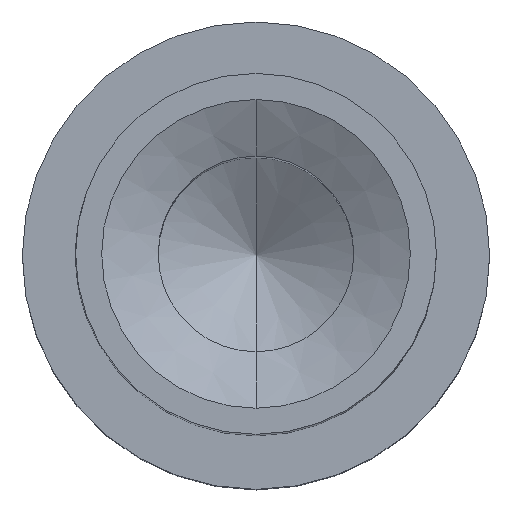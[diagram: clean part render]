
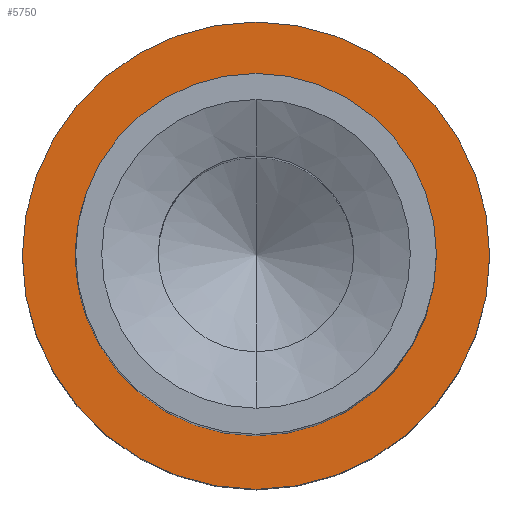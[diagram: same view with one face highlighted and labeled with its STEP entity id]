
A CAD part, top view. The second image highlights one B-rep face of the part: STEP entity #5750.
In plain terms, the highlighted face is planar.
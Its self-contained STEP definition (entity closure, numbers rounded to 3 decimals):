
#5200=CARTESIAN_POINT('',(-4.8,-0.725,
0.));
#5210=VERTEX_POINT('',#5200);
#5290=CARTESIAN_POINT('',(-4.8,0.725,
0.));
#5300=VERTEX_POINT('',#5290);
#5330=CARTESIAN_POINT('',(-4.8,0.,
0.));
#5340=DIRECTION('',(1.,0.,0.));
#5350=DIRECTION('',(0.,0.,-1.));
#5360=AXIS2_PLACEMENT_3D('',#5330,#5340,#5350);
#5370=CIRCLE('',#5360,0.725);
#5380=EDGE_CURVE('',#5210,#5300,#5370,.T.);
#5500=CARTESIAN_POINT('',(-4.8,0.,0.));
#5510=DIRECTION('',(1.,0.,0.));
#5520=DIRECTION('',(0.,-1.,0.));
#5530=AXIS2_PLACEMENT_3D('',#5500,#5510,#5520);
#5540=PLANE('',#5530);
#5550=CARTESIAN_POINT('',(-4.8,0.,
0.));
#5560=DIRECTION('',(1.,0.,0.));
#5570=DIRECTION('',(0.,-1.,0.));
#5580=AXIS2_PLACEMENT_3D('',#5550,#5560,#5570);
#5590=CIRCLE('',#5580,1.075);
#5600=CARTESIAN_POINT('',(-4.8,1.075,0.));
#5610=VERTEX_POINT('',#5600);
#5620=CARTESIAN_POINT('',(-4.8,-1.075,
0.));
#5630=VERTEX_POINT('',#5620);
#5640=EDGE_CURVE('',#5610,#5630,#5590,.T.);
#5650=ORIENTED_EDGE('',*,*,#5640,.T.);
#5660=EDGE_CURVE('',#5630,#5610,#5590,.T.);
#5670=ORIENTED_EDGE('',*,*,#5660,.T.);
#5680=EDGE_LOOP('',(#5670,#5650));
#5690=FACE_OUTER_BOUND('',#5680,.T.);
#5700=EDGE_CURVE('',#5300,#5210,#5370,.T.);
#5710=ORIENTED_EDGE('',*,*,#5700,.F.);
#5720=ORIENTED_EDGE('',*,*,#5380,.F.);
#5730=EDGE_LOOP('',(#5720,#5710));
#5740=FACE_BOUND('',#5730,.T.);
#5750=ADVANCED_FACE('',(#5690,#5740),#5540,.T.);
